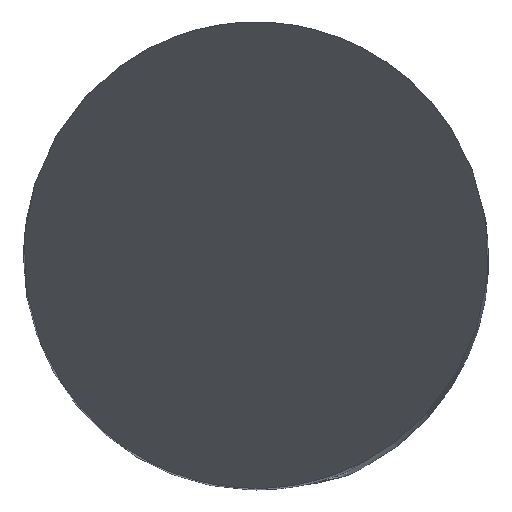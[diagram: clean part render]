
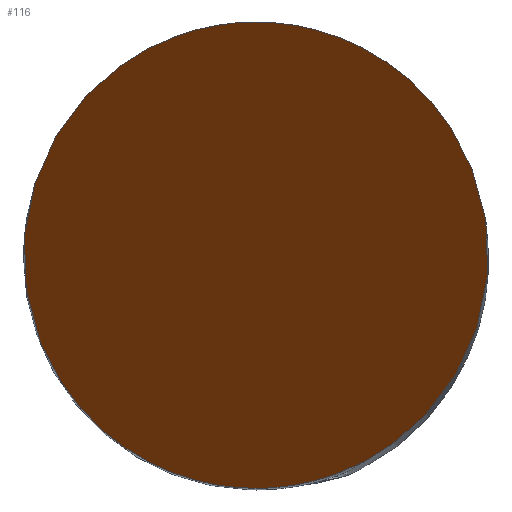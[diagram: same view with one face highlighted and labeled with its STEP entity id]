
A CAD part, top view. The second image highlights one B-rep face of the part: STEP entity #116.
In plain terms, the highlighted planar face has unit normal (0, -0.866, 0.5).
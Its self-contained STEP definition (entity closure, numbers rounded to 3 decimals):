
#116=ADVANCED_FACE('',(#153),#141,.F.);
#141=PLANE('',#497);
#153=FACE_OUTER_BOUND('',#178,.T.);
#178=EDGE_LOOP('',(#203,#204));
#203=ORIENTED_EDGE('',*,*,#368,.F.);
#204=ORIENTED_EDGE('',*,*,#369,.F.);
#327=VERTEX_POINT('',#632);
#328=VERTEX_POINT('',#633);
#368=EDGE_CURVE('',#327,#328,#430,.T.);
#369=EDGE_CURVE('',#328,#327,#431,.T.);
#430=(
BOUNDED_CURVE()
B_SPLINE_CURVE(3,(#628,#629,#630,#631),.UNSPECIFIED.,.F.,.F.)
B_SPLINE_CURVE_WITH_KNOTS((4,4),(0.,1.),.UNSPECIFIED.)
CURVE()
GEOMETRIC_REPRESENTATION_ITEM()
RATIONAL_B_SPLINE_CURVE((1.,0.333,0.333,1.))
REPRESENTATION_ITEM('')
);
#431=(
BOUNDED_CURVE()
B_SPLINE_CURVE(3,(#634,#635,#636,#637),.UNSPECIFIED.,.F.,.F.)
B_SPLINE_CURVE_WITH_KNOTS((4,4),(0.,1.),.UNSPECIFIED.)
CURVE()
GEOMETRIC_REPRESENTATION_ITEM()
RATIONAL_B_SPLINE_CURVE((1.,0.333,0.333,1.))
REPRESENTATION_ITEM('')
);
#497=AXIS2_PLACEMENT_3D('',#638,#529,#530);
#529=DIRECTION('',(0.,0.866,-0.5));
#530=DIRECTION('',(0.,0.5,0.866));
#628=CARTESIAN_POINT('',(0.,-3.5,-6.062));
#629=CARTESIAN_POINT('',(-7.,-3.5,-6.062));
#630=CARTESIAN_POINT('',(-7.,3.5,6.062));
#631=CARTESIAN_POINT('',(0.,3.5,6.062));
#632=CARTESIAN_POINT('',(0.,-3.5,-6.062));
#633=CARTESIAN_POINT('',(0.,3.5,6.062));
#634=CARTESIAN_POINT('',(0.,3.5,6.062));
#635=CARTESIAN_POINT('',(7.,3.5,6.062));
#636=CARTESIAN_POINT('',(7.,-3.5,-6.062));
#637=CARTESIAN_POINT('',(0.,-3.5,-6.062));
#638=CARTESIAN_POINT('',(3.75,-3.5,-6.062));
